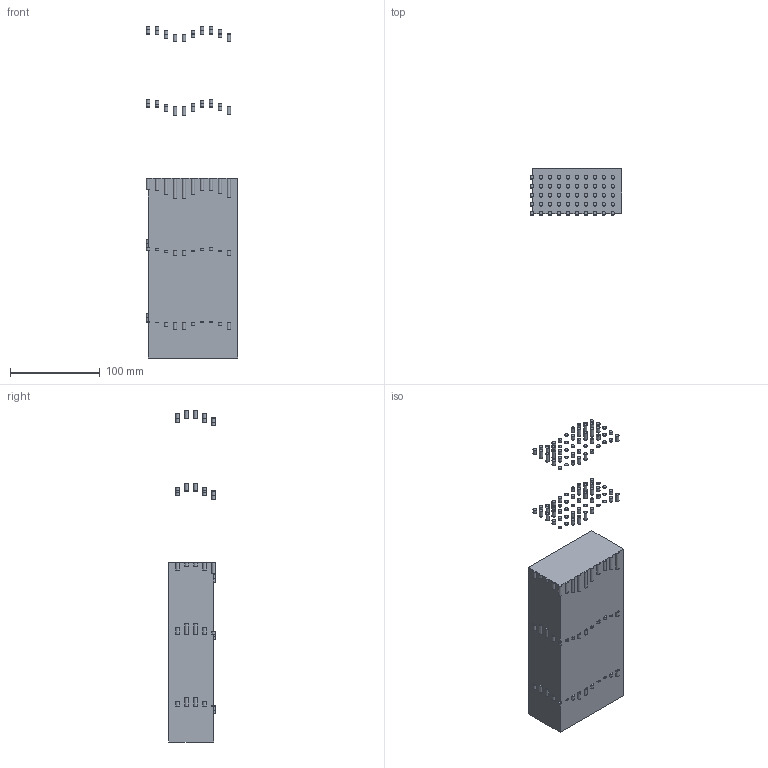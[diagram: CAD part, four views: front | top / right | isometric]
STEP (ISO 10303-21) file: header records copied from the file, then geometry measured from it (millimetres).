
FILE_DESCRIPTION(('Open CASCADE Model'),'2;1');
FILE_NAME('Open CASCADE Shape Model','2024-05-29T15:48:06',('Author'),( 'Open CASCADE'),'Open CASCADE STEP processor 7.7','Open CASCADE 7.7' ,'Unknown');
FILE_SCHEMA(('AUTOMOTIVE_DESIGN { 1 0 10303 214 1 1 1 1 }'));
Length unit declared in the file: millimetre
Products named in the file (102): Open CASCADE STEP translator 7.7 114; Open CASCADE STEP translator 7.7 114.1; Open CASCADE STEP translator 7.7 114.2; Open CASCADE STEP translator 7.7 114.3; Open CASCADE STEP translator 7.7 114.4; Open CASCADE STEP translator 7.7 114.5; Open CASCADE STEP translator 7.7 114.6; Open CASCADE STEP translator 7.7 114.7; Open CASCADE STEP translator 7.7 114.8; Open CASCADE STEP translator 7.7 114.9; Open CASCADE STEP translator 7.7 114.10; Open CASCADE STEP translator 7.7 114.11; Open CASCADE STEP translator 7.7 114.12; Open CASCADE STEP translator 7.7 114.13; Open CASCADE STEP translator 7.7 114.14; Open CASCADE STEP translator 7.7 114.15; Open CASCADE STEP translator 7.7 114.16; Open CASCADE STEP translator 7.7 114.17; Open CASCADE STEP translator 7.7 114.18; Open CASCADE STEP translator 7.7 114.19; Open CASCADE STEP translator 7.7 114.20; Open CASCADE STEP translator 7.7 114.21; Open CASCADE STEP translator 7.7 114.22; Open CASCADE STEP translator 7.7 114.23; Open CASCADE STEP translator 7.7 114.24; Open CASCADE STEP translator 7.7 114.25; Open CASCADE STEP translator 7.7 114.26; Open CASCADE STEP translator 7.7 114.27; Open CASCADE STEP translator 7.7 114.28; Open CASCADE STEP translator 7.7 114.29; Open CASCADE STEP translator 7.7 114.30; Open CASCADE STEP translator 7.7 114.31; Open CASCADE STEP translator 7.7 114.32; Open CASCADE STEP translator 7.7 114.33; Open CASCADE STEP translator 7.7 114.34; Open CASCADE STEP translator 7.7 114.35; Open CASCADE STEP translator 7.7 114.36; Open CASCADE STEP translator 7.7 114.37; Open CASCADE STEP translator 7.7 114.38; Open CASCADE STEP translator 7.7 114.39 ...
Assembly tree (101 placements, depth 2):
  Open CASCADE STEP translator 7.7 114
    Open CASCADE STEP translator 7.7 114.1
    Open CASCADE STEP translator 7.7 114.2
    Open CASCADE STEP translator 7.7 114.3
    Open CASCADE STEP translator 7.7 114.4
    Open CASCADE STEP translator 7.7 114.5
    Open CASCADE STEP translator 7.7 114.6
    Open CASCADE STEP translator 7.7 114.7
    Open CASCADE STEP translator 7.7 114.8
    Open CASCADE STEP translator 7.7 114.9
    Open CASCADE STEP translator 7.7 114.10
    Open CASCADE STEP translator 7.7 114.11
    Open CASCADE STEP translator 7.7 114.12
    Open CASCADE STEP translator 7.7 114.13
    Open CASCADE STEP translator 7.7 114.14
    Open CASCADE STEP translator 7.7 114.15
    Open CASCADE STEP translator 7.7 114.16
    Open CASCADE STEP translator 7.7 114.17
    Open CASCADE STEP translator 7.7 114.18
    Open CASCADE STEP translator 7.7 114.19
    Open CASCADE STEP translator 7.7 114.20
    Open CASCADE STEP translator 7.7 114.21
    Open CASCADE STEP translator 7.7 114.22
    Open CASCADE STEP translator 7.7 114.23
    Open CASCADE STEP translator 7.7 114.24
    Open CASCADE STEP translator 7.7 114.25
    Open CASCADE STEP translator 7.7 114.26
    Open CASCADE STEP translator 7.7 114.27
    Open CASCADE STEP translator 7.7 114.28
    Open CASCADE STEP translator 7.7 114.29
    Open CASCADE STEP translator 7.7 114.30
    Open CASCADE STEP translator 7.7 114.31
    Open CASCADE STEP translator 7.7 114.32
    Open CASCADE STEP translator 7.7 114.33
    Open CASCADE STEP translator 7.7 114.34
    Open CASCADE STEP translator 7.7 114.35
    Open CASCADE STEP translator 7.7 114.36
    Open CASCADE STEP translator 7.7 114.37
    Open CASCADE STEP translator 7.7 114.38
    Open CASCADE STEP translator 7.7 114.39
    Open CASCADE STEP translator 7.7 114.40
    Open CASCADE STEP translator 7.7 114.41
    Open CASCADE STEP translator 7.7 114.42
    Open CASCADE STEP translator 7.7 114.43
    Open CASCADE STEP translator 7.7 114.44
    Open CASCADE STEP translator 7.7 114.45
    Open CASCADE STEP translator 7.7 114.46
    Open CASCADE STEP translator 7.7 114.47
    Open CASCADE STEP translator 7.7 114.48
    Open CASCADE STEP translator 7.7 114.49
    Open CASCADE STEP translator 7.7 114.50
    Open CASCADE STEP translator 7.7 114.51
    Open CASCADE STEP translator 7.7 114.52
    Open CASCADE STEP translator 7.7 114.53
    Open CASCADE STEP translator 7.7 114.54
    Open CASCADE STEP translator 7.7 114.55
    Open CASCADE STEP translator 7.7 114.56
    Open CASCADE STEP translator 7.7 114.57
    Open CASCADE STEP translator 7.7 114.58
    Open CASCADE STEP translator 7.7 114.59
Bounding box: 102 x 52 x 369.78 mm (x, y, z)
Volume: 1007304.2 mm3; surface area: 79023.5 mm2
Topology: 101 solids, 101 shells, 418 faces, 570 edges, 380 vertices
Faces by surface type: plane 276, cylinder 142
Full cylindrical faces by diameter (mm): 4 x100
Entity records: 17777 total; most frequent: DIRECTION 2935, CARTESIAN_POINT 2709, ORIENTED_EDGE 1140, PCURVE 1140, DEFINITIONAL_REPRESENTATION 1140, LINE 1043, VECTOR 1043, AXIS2_PLACEMENT_3D 804
